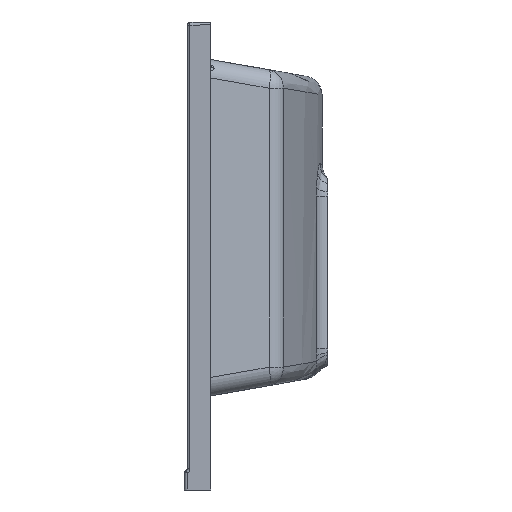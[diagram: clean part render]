
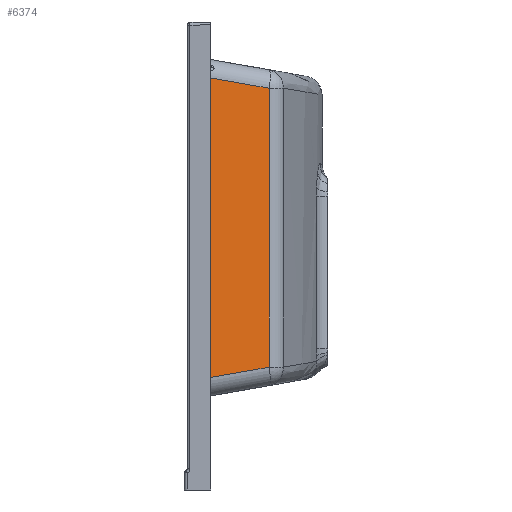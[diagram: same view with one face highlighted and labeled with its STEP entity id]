
A CAD part, left-side view. The second image highlights one B-rep face of the part: STEP entity #6374.
In plain terms, the highlighted planar face has unit normal (-0.985, -0.174, 0).
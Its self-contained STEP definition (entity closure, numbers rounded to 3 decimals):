
#268 = EDGE_CURVE ( 'NONE', #17069, #6959, #1566, .T. ) ;
#381 = ORIENTED_EDGE ( 'NONE', *, *, #13677, .T. ) ;
#1566 = LINE ( 'NONE', #7239, #5346 ) ;
#1676 = LINE ( 'NONE', #7350, #17839 ) ;
#1690 = CARTESIAN_POINT ( 'NONE',  ( -248.581, -87.443, -98.885 ) ) ;
#3165 = CARTESIAN_POINT ( 'NONE',  ( -261.094, -16.479, 300. ) ) ;
#3291 = AXIS2_PLACEMENT_3D ( 'NONE', #11215, #16902, #4165 ) ;
#4078 = VERTEX_POINT ( 'NONE', #12653 ) ;
#4152 = ORIENTED_EDGE ( 'NONE', *, *, #17417, .T. ) ;
#4165 = DIRECTION ( 'NONE',  ( 0.174, -0.985, 0. ) ) ;
#4662 = DIRECTION ( 'NONE',  ( -0.171, 0.97, 0.171 ) ) ;
#5346 = VECTOR ( 'NONE', #12904, 1000. ) ;
#5552 = PLANE ( 'NONE',  #3291 ) ;
#6048 = EDGE_CURVE ( 'NONE', #6959, #17991, #1676, .T. ) ;
#6169 = VECTOR ( 'NONE', #4662, 1000. ) ;
#6374 = ADVANCED_FACE ( 'NONE', ( #18288 ), #5552, .T. ) ;
#6959 = VERTEX_POINT ( 'NONE', #1690 ) ;
#7239 = CARTESIAN_POINT ( 'NONE',  ( -251.873, -68.776, -102.177 ) ) ;
#7350 = CARTESIAN_POINT ( 'NONE',  ( -248.581, -87.443, 216.589 ) ) ;
#8789 = ORIENTED_EDGE ( 'NONE', *, *, #268, .T. ) ;
#8836 = DIRECTION ( 'NONE',  ( 0., 0., -1. ) ) ;
#10477 = CARTESIAN_POINT ( 'NONE',  ( -261.094, -16.479, -111.398 ) ) ;
#10903 = CARTESIAN_POINT ( 'NONE',  ( -248.581, -87.443, 198.885 ) ) ;
#11215 = CARTESIAN_POINT ( 'NONE',  ( -264., 0., 300. ) ) ;
#11558 = VECTOR ( 'NONE', #8836, 1000. ) ;
#11625 = LINE ( 'NONE', #3165, #11558 ) ;
#11726 = LINE ( 'NONE', #17395, #6169 ) ;
#12653 = CARTESIAN_POINT ( 'NONE',  ( -261.094, -16.479, 211.398 ) ) ;
#12744 = EDGE_LOOP ( 'NONE', ( #4152, #381, #8789, #16868 ) ) ;
#12904 = DIRECTION ( 'NONE',  ( 0.171, -0.97, 0.171 ) ) ;
#13018 = DIRECTION ( 'NONE',  ( 0., 0., 1. ) ) ;
#13677 = EDGE_CURVE ( 'NONE', #4078, #17069, #11625, .T. ) ;
#16868 = ORIENTED_EDGE ( 'NONE', *, *, #6048, .T. ) ;
#16902 = DIRECTION ( 'NONE',  ( -0.985, -0.174, 0. ) ) ;
#17069 = VERTEX_POINT ( 'NONE', #10477 ) ;
#17395 = CARTESIAN_POINT ( 'NONE',  ( -266.508, 14.226, 216.812 ) ) ;
#17417 = EDGE_CURVE ( 'NONE', #17991, #4078, #11726, .T. ) ;
#17839 = VECTOR ( 'NONE', #13018, 1000. ) ;
#17991 = VERTEX_POINT ( 'NONE', #10903 ) ;
#18288 = FACE_OUTER_BOUND ( 'NONE', #12744, .T. ) ;
